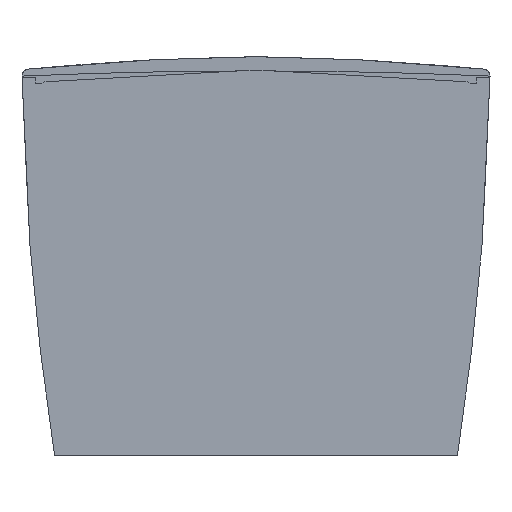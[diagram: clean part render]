
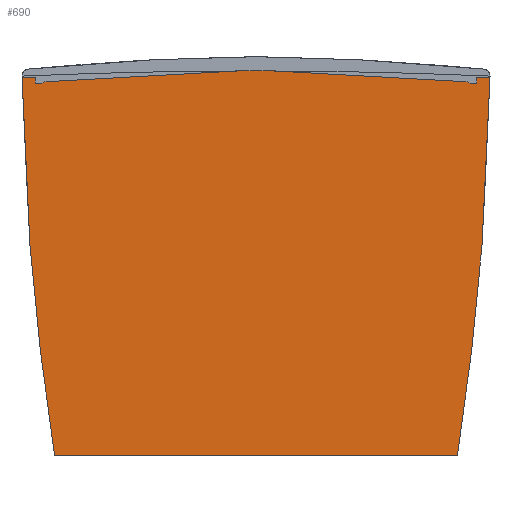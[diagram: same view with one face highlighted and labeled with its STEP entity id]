
A CAD part, left-side view. The second image highlights one B-rep face of the part: STEP entity #690.
In plain terms, the highlighted planar face has unit normal (-1, 0, 0).
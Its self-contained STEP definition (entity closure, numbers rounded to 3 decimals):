
#276=CIRCLE('',#40763,8.103);
#277=CIRCLE('',#40764,4149.788);
#278=CIRCLE('',#40765,8.103);
#690=ADVANCED_FACE('extract.4',(#1129),#11341,.T.);
#1129=FACE_OUTER_BOUND('',#7700,.T.);
#1862=B_SPLINE_CURVE_WITH_KNOTS('',2,(#20001,#20002,#20003,#20004,#20005,#20006,#20007,#20008,#19912),.UNSPECIFIED.,.F.,.U.,(3,2,2,2,3),(0.,0.247,0.498,0.749,1.),.UNSPECIFIED.);
#1863=B_SPLINE_CURVE_WITH_KNOTS('',3,(#20009,#20010,#20011,#20012,#20013,#19913),.UNSPECIFIED.,.F.,.U.,(4,1,1,4),(0.,0.25,0.5,1.),.UNSPECIFIED.);
#1864=B_SPLINE_CURVE_WITH_KNOTS('',3,(#20014,#20016,#20017,#20015),.UNSPECIFIED.,.F.,.U.,(4,4),(0.,1.),.UNSPECIFIED.);
#1865=B_SPLINE_CURVE_WITH_KNOTS('',3,(#20019,#20022,#20023,#20024,#20021),.UNSPECIFIED.,.F.,.U.,(4,1,4),(0.,0.009,1.),.UNSPECIFIED.);
#1866=B_SPLINE_CURVE_WITH_KNOTS('',3,(#20025,#20028,#20029,#20027),.UNSPECIFIED.,.F.,.U.,(4,4),(0.,1.),.UNSPECIFIED.);
#1867=B_SPLINE_CURVE_WITH_KNOTS('',3,(#20031,#20032,#20033,#20034,#20030),.UNSPECIFIED.,.F.,.U.,(4,1,4),(0.,0.991,1.),.UNSPECIFIED.);
#1868=B_SPLINE_CURVE_WITH_KNOTS('',3,(#20037,#20039,#20040,#20038),.UNSPECIFIED.,.F.,.U.,(4,4),(0.,1.),.UNSPECIFIED.);
#3590=ORIENTED_EDGE('',*,*,#5648,.T.);
#3591=ORIENTED_EDGE('',*,*,#5645,.T.);
#3592=ORIENTED_EDGE('',*,*,#5649,.F.);
#3593=ORIENTED_EDGE('',*,*,#5650,.F.);
#3594=ORIENTED_EDGE('',*,*,#5651,.T.);
#3595=ORIENTED_EDGE('',*,*,#5652,.F.);
#3596=ORIENTED_EDGE('',*,*,#5653,.F.);
#3597=ORIENTED_EDGE('',*,*,#5654,.T.);
#3598=ORIENTED_EDGE('',*,*,#5655,.F.);
#3599=ORIENTED_EDGE('',*,*,#5656,.T.);
#3600=ORIENTED_EDGE('',*,*,#5657,.T.);
#3601=ORIENTED_EDGE('',*,*,#5658,.T.);
#3602=ORIENTED_EDGE('',*,*,#5659,.F.);
#3603=ORIENTED_EDGE('',*,*,#5660,.T.);
#3604=ORIENTED_EDGE('',*,*,#5661,.F.);
#5645=EDGE_CURVE('677',#7078,#7079,#6631,.T.);
#5648=EDGE_CURVE('720',#7081,#7078,#1862,.T.);
#5649=EDGE_CURVE('754',#7082,#7079,#1863,.T.);
#5650=EDGE_CURVE('738',#7083,#7082,#6632,.T.);
#5651=EDGE_CURVE('687',#7083,#7084,#1864,.T.);
#5652=EDGE_CURVE('688',#7085,#7084,#6633,.T.);
#5653=EDGE_CURVE('689',#7086,#7085,#276,.T.);
#5654=EDGE_CURVE('690',#7086,#7087,#1865,.T.);
#5655=EDGE_CURVE('680',#7088,#7087,#277,.T.);
#5656=EDGE_CURVE('1146',#7088,#7089,#1866,.T.);
#5657=EDGE_CURVE('686',#7089,#7090,#1867,.T.);
#5658=EDGE_CURVE('685',#7090,#7091,#278,.T.);
#5659=EDGE_CURVE('684',#7092,#7091,#6634,.T.);
#5660=EDGE_CURVE('683',#7092,#7093,#1868,.T.);
#5661=EDGE_CURVE('739',#7081,#7093,#6635,.T.);
#6450=VECTOR('',#40989,313.315);
#6451=VECTOR('',#41023,10.136);
#6452=VECTOR('',#41024,4.91);
#6453=VECTOR('',#41028,4.91);
#6454=VECTOR('',#41029,10.136);
#6631=LINE('',#19912,#6450);
#6632=LINE('',#20014,#6451);
#6633=LINE('',#20018,#6452);
#6634=LINE('',#20037,#6453);
#6635=LINE('',#20041,#6454);
#7078=VERTEX_POINT('20',#19912);
#7079=VERTEX_POINT('19',#19913);
#7081=VERTEX_POINT('536',#20001);
#7082=VERTEX_POINT('534',#20009);
#7083=VERTEX_POINT('373',#20014);
#7084=VERTEX_POINT('274',#20015);
#7085=VERTEX_POINT('253',#20018);
#7086=VERTEX_POINT('340',#20019);
#7087=VERTEX_POINT('540',#20021);
#7088=VERTEX_POINT('538',#20025);
#7089=VERTEX_POINT('539',#20027);
#7090=VERTEX_POINT('367',#20030);
#7091=VERTEX_POINT('271',#20035);
#7092=VERTEX_POINT('272',#20037);
#7093=VERTEX_POINT('371',#20038);
#7700=EDGE_LOOP('',(#3590,#3591,#3592,#3593,#3594,#3595,#3596,#3597,#3598,#3599,#3600,#3601,#3602,#3603,#3604));
#11341=PLANE('',#40762);
#19912=CARTESIAN_POINT('',(-0.001,211.79,-413.283));
#19913=CARTESIAN_POINT('',(0.006,-101.526,-413.291));
#20000=CARTESIAN_POINT('',(-0.002,237.635,-413.791));
#20001=CARTESIAN_POINT('',(-0.008,237.135,-119.337));
#20002=CARTESIAN_POINT('',(-0.008,236.667,-155.062));
#20003=CARTESIAN_POINT('',(-0.007,234.733,-192.358));
#20004=CARTESIAN_POINT('',(-0.006,232.846,-228.766));
#20005=CARTESIAN_POINT('',(-0.005,229.585,-266.238));
#20006=CARTESIAN_POINT('',(-0.004,226.368,-303.215));
#20007=CARTESIAN_POINT('',(-0.003,221.929,-339.913));
#20008=CARTESIAN_POINT('',(-0.002,217.471,-376.774));
#20009=CARTESIAN_POINT('',(0.,-126.872,-119.337));
#20010=CARTESIAN_POINT('',(0.,-126.55,-143.94));
#20011=CARTESIAN_POINT('',(0.002,-124.88,-193.136));
#20012=CARTESIAN_POINT('',(0.004,-117.954,-291.332));
#20013=CARTESIAN_POINT('',(0.005,-109.093,-364.664));
#20014=CARTESIAN_POINT('',(0.,-116.736,-119.337));
#20015=CARTESIAN_POINT('',(0.,-116.341,-123.858));
#20016=CARTESIAN_POINT('',(0.,-116.604,-120.844));
#20017=CARTESIAN_POINT('',(0.,-116.472,-122.351));
#20018=CARTESIAN_POINT('',(0.,-111.43,-123.858));
#20019=CARTESIAN_POINT('',(0.,-107.942,-122.723));
#20020=CARTESIAN_POINT('',(0.,-107.244,-130.796));
#20021=CARTESIAN_POINT('',(-0.004,41.151,-114.371));
#20022=CARTESIAN_POINT('',(0.,-107.587,-122.692));
#20023=CARTESIAN_POINT('',(-0.001,-69.753,-119.418));
#20024=CARTESIAN_POINT('',(-0.003,-14.428,-115.026));
#20025=CARTESIAN_POINT('',(-0.005,69.103,-114.371));
#20026=CARTESIAN_POINT('',(0.09,55.142,-4264.135));
#20027=CARTESIAN_POINT('',(-0.005,69.168,-114.371));
#20028=CARTESIAN_POINT('',(-0.005,69.125,-114.371));
#20029=CARTESIAN_POINT('',(-0.005,69.147,-114.371));
#20030=CARTESIAN_POINT('',(-0.008,218.205,-122.723));
#20031=CARTESIAN_POINT('',(-0.005,69.168,-114.371));
#20032=CARTESIAN_POINT('',(-0.006,124.728,-115.029));
#20033=CARTESIAN_POINT('',(-0.007,180.028,-119.419));
#20034=CARTESIAN_POINT('',(-0.008,217.85,-122.692));
#20035=CARTESIAN_POINT('',(-0.008,221.693,-123.858));
#20036=CARTESIAN_POINT('',(-0.008,217.506,-130.796));
#20037=CARTESIAN_POINT('',(-0.008,226.603,-123.858));
#20038=CARTESIAN_POINT('',(-0.008,226.999,-119.337));
#20039=CARTESIAN_POINT('',(-0.008,226.735,-122.351));
#20040=CARTESIAN_POINT('',(-0.008,226.867,-120.844));
#20041=CARTESIAN_POINT('',(-0.008,237.135,-119.337));
#40762=AXIS2_PLACEMENT_3D('',#20000,#40943,#41022);
#40763=AXIS2_PLACEMENT_3D('',#20020,#40911,#41025);
#40764=AXIS2_PLACEMENT_3D('',#20026,#40911,#41026);
#40765=AXIS2_PLACEMENT_3D('',#20036,#40943,#41027);
#40911=DIRECTION('',(1.,0.,0.));
#40943=DIRECTION('',(-1.,0.,0.));
#40989=DIRECTION('',(0.,-1.,0.));
#41022=DIRECTION('',(0.,-1.,0.));
#41023=DIRECTION('',(0.,-1.,0.));
#41024=DIRECTION('',(0.,-1.,0.));
#41025=DIRECTION('',(0.,-0.086,0.996));
#41026=DIRECTION('',(0.,0.003,1.));
#41027=DIRECTION('',(0.,0.086,0.996));
#41028=DIRECTION('',(0.,-1.,0.));
#41029=DIRECTION('',(0.,-1.,0.));
